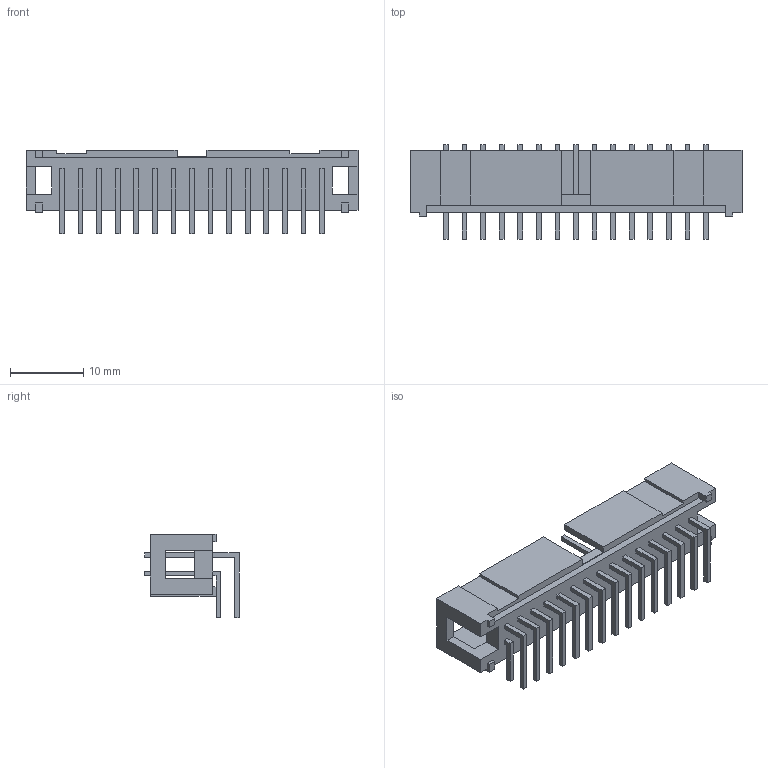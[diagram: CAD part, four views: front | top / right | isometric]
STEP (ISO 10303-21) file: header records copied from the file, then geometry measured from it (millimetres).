
FILE_DESCRIPTION(('STEP AP214'),'1');
FILE_NAME('plug_xg4c-3034.stp','2017-04-13T09:01:30',('TraceParts'),('TraceParts S.A.'),'Spatial InterOp 3D',' ',' ');
FILE_SCHEMA(('automotive_design'));
Length unit declared in the file: millimetre
Products named in the file (1): plug_xg4c-3034
Bounding box: 45.4 x 12.94 x 11.4 mm (x, y, z)
Volume: 1494.5 mm3; surface area: 3437.1 mm2
Topology: 1 solids, 1 shells, 414 faces, 1064 edges, 708 vertices
Faces by surface type: plane 414
Entity records: 12319 total; most frequent: CARTESIAN_POINT 2187, ORIENTED_EDGE 2128, DIRECTION 1894, EDGE_CURVE 1064, LINE 1064, VECTOR 1064, VERTEX_POINT 708, EDGE_LOOP 474
